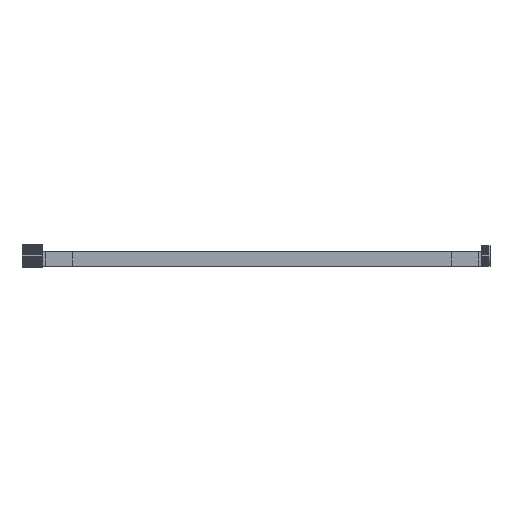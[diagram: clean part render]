
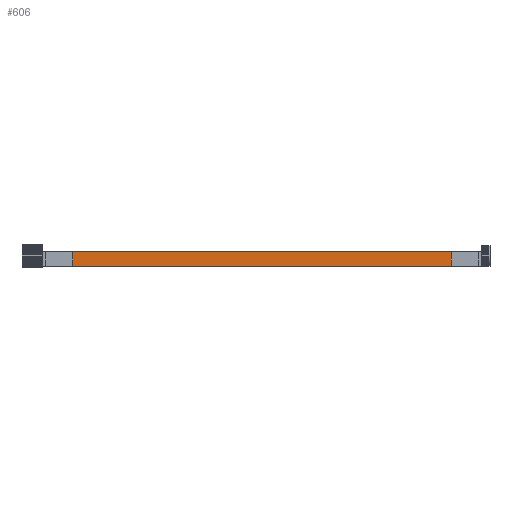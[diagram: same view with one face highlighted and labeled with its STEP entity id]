
A CAD part, left-side view. The second image highlights one B-rep face of the part: STEP entity #606.
In plain terms, the highlighted planar face has unit normal (-1, 0, 0).
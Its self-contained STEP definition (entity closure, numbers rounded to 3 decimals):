
#606=ADVANCED_FACE('',(#5701),#5703,.T.);
#5701=FACE_BOUND('',#5702,.T.);
#5702=EDGE_LOOP('',(#9850,#9851,#9852,#9853));
#5703=PLANE('',#5704);
#5704=AXIS2_PLACEMENT_3D('',#5705,#5706,#5707);
#5705=CARTESIAN_POINT('',(-30.,-45.,0.));
#5706=DIRECTION('',(-1.,0.,0.));
#5707=DIRECTION('',(0.,0.,1.));
#9850=ORIENTED_EDGE('',*,*,#13038,.F.);
#9851=ORIENTED_EDGE('',*,*,#12798,.F.);
#9852=ORIENTED_EDGE('',*,*,#13051,.F.);
#9853=ORIENTED_EDGE('',*,*,#13119,.T.);
#12798=EDGE_CURVE('',#14558,#14559,#14560,.T.);
#13038=EDGE_CURVE('',#14559,#15071,#15072,.T.);
#13051=EDGE_CURVE('',#15091,#14556,#15092,.T.);
#13119=EDGE_CURVE('',#15091,#15071,#15214,.T.);
#14556=VERTEX_POINT('',#17833);
#14558=VERTEX_POINT('',#17837);
#14559=VERTEX_POINT('',#17838);
#14560=LINE('',#17839,#17840);
#15071=VERTEX_POINT('',#18830);
#15072=LINE('',#18831,#18832);
#15091=VERTEX_POINT('',#18876);
#15092=LINE('',#18877,#18878);
#15214=LINE('',#19135,#19136);
#17833=CARTESIAN_POINT('',(-30.,82.,5.));
#17837=CARTESIAN_POINT('',(-30.,82.,5.));
#17838=CARTESIAN_POINT('',(-30.,-45.,5.));
#17839=CARTESIAN_POINT('',(-30.,82.,5.));
#17840=VECTOR('',#17841,1.);
#17841=DIRECTION('',(0.,-1.,0.));
#18830=CARTESIAN_POINT('',(-30.,-45.,0.));
#18831=CARTESIAN_POINT('',(-30.,-45.,5.));
#18832=VECTOR('',#18833,1.);
#18833=DIRECTION('',(0.,0.,-1.));
#18876=CARTESIAN_POINT('',(-30.,82.,0.));
#18877=CARTESIAN_POINT('',(-30.,82.,0.));
#18878=VECTOR('',#18879,1.);
#18879=DIRECTION('',(0.,0.,1.));
#19135=CARTESIAN_POINT('',(-30.,82.,0.));
#19136=VECTOR('',#19137,1.);
#19137=DIRECTION('',(0.,-1.,0.));
